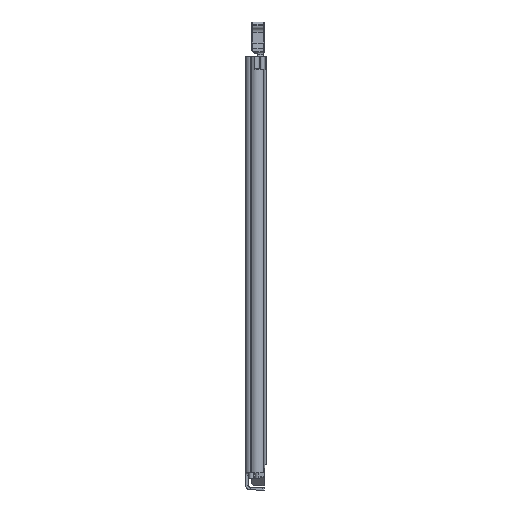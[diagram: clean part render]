
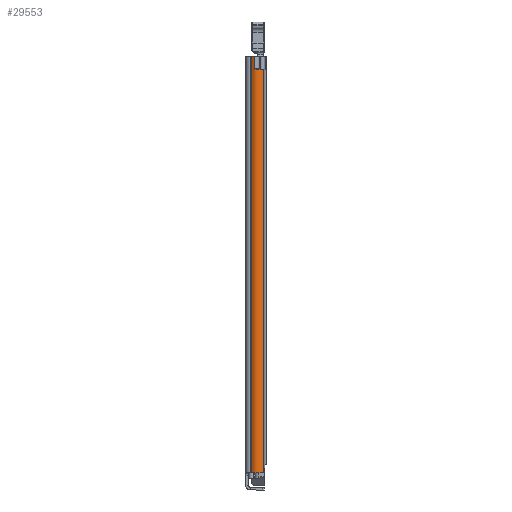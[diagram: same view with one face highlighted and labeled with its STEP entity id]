
A CAD part, front view. The second image highlights one B-rep face of the part: STEP entity #29553.
In plain terms, the highlighted cylindrical face has radius 7.6 mm (diameter 15.2 mm), a partial arc.
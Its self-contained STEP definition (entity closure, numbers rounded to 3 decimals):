
#298 = ORIENTED_EDGE ( 'NONE', *, *, #9814, .F. ) ;
#359 = LINE ( 'NONE', #3132, #17490 ) ;
#869 = DIRECTION ( 'NONE',  ( 0., 0., 1. ) ) ;
#1146 = LINE ( 'NONE', #22306, #9578 ) ;
#1527 = CARTESIAN_POINT ( 'NONE',  ( 16.488, -35.307, -390.4 ) ) ;
#2021 = CARTESIAN_POINT ( 'NONE',  ( 8.413, -37.778, 0. ) ) ;
#2143 = VERTEX_POINT ( 'NONE', #19423 ) ;
#2905 = DIRECTION ( 'NONE',  ( 0., 0., 1. ) ) ;
#3132 = CARTESIAN_POINT ( 'NONE',  ( 5.244, -35.891, -406.4 ) ) ;
#5263 = VECTOR ( 'NONE', #869, 1000. ) ;
#5465 = DIRECTION ( 'NONE',  ( 1., 0., 0. ) ) ;
#5905 = AXIS2_PLACEMENT_3D ( 'NONE', #17849, #2905, #8924 ) ;
#7452 = CARTESIAN_POINT ( 'NONE',  ( 16.488, -35.307, -12.2 ) ) ;
#8859 = CARTESIAN_POINT ( 'NONE',  ( 8.413, -37.778, -406.4 ) ) ;
#8924 = DIRECTION ( 'NONE',  ( 1., 0., 0. ) ) ;
#9578 = VECTOR ( 'NONE', #26825, 1000. ) ;
#9814 = EDGE_CURVE ( 'NONE', #21488, #2143, #359, .T. ) ;
#10808 = EDGE_CURVE ( 'NONE', #34257, #16194, #24460, .T. ) ;
#11457 = AXIS2_PLACEMENT_3D ( 'NONE', #12846, #33508, #22749 ) ;
#12546 = EDGE_CURVE ( 'NONE', #34257, #24614, #33646, .T. ) ;
#12846 = CARTESIAN_POINT ( 'NONE',  ( 10.602, -30.5, -406.4 ) ) ;
#15110 = ORIENTED_EDGE ( 'NONE', *, *, #12546, .F. ) ;
#15225 = EDGE_CURVE ( 'NONE', #16194, #2143, #18324, .T. ) ;
#16194 = VERTEX_POINT ( 'NONE', #2021 ) ;
#16661 = AXIS2_PLACEMENT_3D ( 'NONE', #22672, #33258, #17469 ) ;
#17469 = DIRECTION ( 'NONE',  ( 1., 0., 0. ) ) ;
#17490 = VECTOR ( 'NONE', #24294, 1000. ) ;
#17719 = FACE_OUTER_BOUND ( 'NONE', #28688, .T. ) ;
#17849 = CARTESIAN_POINT ( 'NONE',  ( 10.602, -30.5, -390.4 ) ) ;
#18065 = CYLINDRICAL_SURFACE ( 'NONE', #11457, 7.6 ) ;
#18324 = CIRCLE ( 'NONE', #16661, 7.6 ) ;
#19423 = CARTESIAN_POINT ( 'NONE',  ( 5.244, -35.891, 0. ) ) ;
#19886 = VERTEX_POINT ( 'NONE', #1527 ) ;
#20119 = ORIENTED_EDGE ( 'NONE', *, *, #10808, .T. ) ;
#20878 = AXIS2_PLACEMENT_3D ( 'NONE', #31331, #26289, #5465 ) ;
#21488 = VERTEX_POINT ( 'NONE', #33263 ) ;
#22306 = CARTESIAN_POINT ( 'NONE',  ( 16.488, -35.307, -406.4 ) ) ;
#22619 = EDGE_CURVE ( 'NONE', #21488, #19886, #28073, .T. ) ;
#22672 = CARTESIAN_POINT ( 'NONE',  ( 10.602, -30.5, 0. ) ) ;
#22749 = DIRECTION ( 'NONE',  ( 1., 0., 0. ) ) ;
#24294 = DIRECTION ( 'NONE',  ( 0., 0., 1. ) ) ;
#24460 = LINE ( 'NONE', #8859, #5263 ) ;
#24614 = VERTEX_POINT ( 'NONE', #7452 ) ;
#26289 = DIRECTION ( 'NONE',  ( 0., 0., 1. ) ) ;
#26825 = DIRECTION ( 'NONE',  ( 0., 0., 1. ) ) ;
#28073 = CIRCLE ( 'NONE', #5905, 7.6 ) ;
#28688 = EDGE_LOOP ( 'NONE', ( #31952, #29355, #15110, #20119, #32649, #298 ) ) ;
#29041 = EDGE_CURVE ( 'NONE', #19886, #24614, #1146, .T. ) ;
#29105 = CARTESIAN_POINT ( 'NONE',  ( 8.413, -37.778, -12.2 ) ) ;
#29355 = ORIENTED_EDGE ( 'NONE', *, *, #29041, .T. ) ;
#29553 = ADVANCED_FACE ( 'NONE', ( #17719 ), #18065, .T. ) ;
#31331 = CARTESIAN_POINT ( 'NONE',  ( 10.602, -30.5, -12.2 ) ) ;
#31952 = ORIENTED_EDGE ( 'NONE', *, *, #22619, .T. ) ;
#32649 = ORIENTED_EDGE ( 'NONE', *, *, #15225, .T. ) ;
#33258 = DIRECTION ( 'NONE',  ( 0., 0., -1. ) ) ;
#33263 = CARTESIAN_POINT ( 'NONE',  ( 5.244, -35.891, -390.4 ) ) ;
#33508 = DIRECTION ( 'NONE',  ( 0., 0., 1. ) ) ;
#33646 = CIRCLE ( 'NONE', #20878, 7.6 ) ;
#34257 = VERTEX_POINT ( 'NONE', #29105 ) ;
